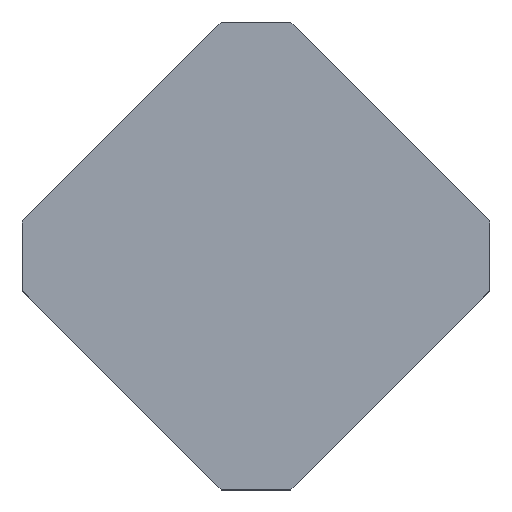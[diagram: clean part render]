
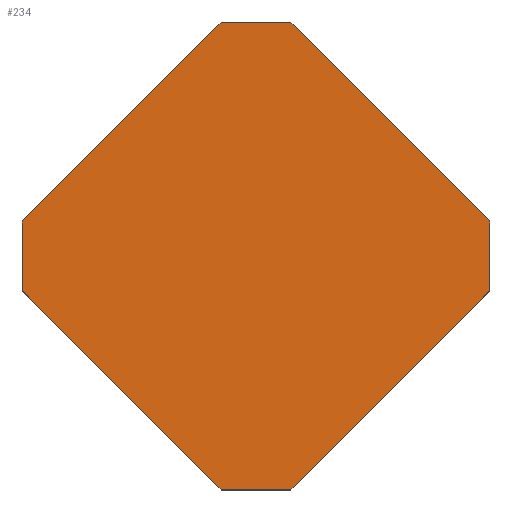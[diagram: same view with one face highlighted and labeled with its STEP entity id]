
A CAD part, top view. The second image highlights one B-rep face of the part: STEP entity #234.
In plain terms, the highlighted planar face has unit normal (0, 0, 1).
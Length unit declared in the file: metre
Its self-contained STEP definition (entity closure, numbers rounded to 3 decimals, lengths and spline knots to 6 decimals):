
#24=LINE('',#342,#48);
#28=LINE('',#353,#52);
#32=LINE('',#361,#56);
#35=LINE('',#367,#59);
#38=LINE('',#373,#62);
#40=LINE('',#376,#64);
#43=LINE('',#382,#67);
#45=LINE('',#385,#69);
#48=VECTOR('',#279,1.);
#52=VECTOR('',#287,1.);
#56=VECTOR('',#293,1.);
#59=VECTOR('',#298,1.);
#62=VECTOR('',#303,1.);
#64=VECTOR('',#307,1.);
#67=VECTOR('',#312,1.);
#69=VECTOR('',#316,1.);
#104=ORIENTED_EDGE('',*,*,#134,.T.);
#105=ORIENTED_EDGE('',*,*,#138,.T.);
#106=ORIENTED_EDGE('',*,*,#141,.F.);
#107=ORIENTED_EDGE('',*,*,#144,.F.);
#108=ORIENTED_EDGE('',*,*,#146,.T.);
#109=ORIENTED_EDGE('',*,*,#129,.F.);
#110=ORIENTED_EDGE('',*,*,#149,.F.);
#111=ORIENTED_EDGE('',*,*,#151,.T.);
#129=EDGE_CURVE('',#157,#158,#24,.T.);
#134=EDGE_CURVE('',#163,#162,#28,.T.);
#138=EDGE_CURVE('',#162,#165,#32,.T.);
#141=EDGE_CURVE('',#167,#165,#35,.T.);
#144=EDGE_CURVE('',#169,#167,#38,.T.);
#146=EDGE_CURVE('',#169,#158,#40,.T.);
#149=EDGE_CURVE('',#171,#157,#43,.T.);
#151=EDGE_CURVE('',#171,#163,#45,.T.);
#157=VERTEX_POINT('',#341);
#158=VERTEX_POINT('',#343);
#162=VERTEX_POINT('',#352);
#163=VERTEX_POINT('',#354);
#165=VERTEX_POINT('',#360);
#167=VERTEX_POINT('',#366);
#169=VERTEX_POINT('',#372);
#171=VERTEX_POINT('',#381);
#188=EDGE_LOOP('',(#104,#105,#106,#107,#108,#109,#110,#111));
#206=FACE_BOUND('',#188,.T.);
#222=PLANE('',#263);
#234=ADVANCED_FACE('',(#206),#222,.T.);
#263=AXIS2_PLACEMENT_3D('',#386,#317,#318);
#279=DIRECTION('',(-1.,0.,0.));
#287=DIRECTION('',(-0.707,0.707,0.));
#293=DIRECTION('',(-1.,0.,0.));
#298=DIRECTION('',(0.707,0.707,0.));
#303=DIRECTION('',(0.,1.,0.));
#307=DIRECTION('',(0.707,-0.707,0.));
#312=DIRECTION('',(-0.707,-0.707,0.));
#316=DIRECTION('',(0.,1.,0.));
#317=DIRECTION('',(0.,0.,1.));
#318=DIRECTION('',(1.,0.,0.));
#341=CARTESIAN_POINT('',(0.051,-0.341,0.04));
#342=CARTESIAN_POINT('',(0.,-0.341,0.04));
#343=CARTESIAN_POINT('',(-0.051,-0.341,0.04));
#352=CARTESIAN_POINT('',(0.051,0.341,0.04));
#353=CARTESIAN_POINT('',(0.196,0.196,0.04));
#354=CARTESIAN_POINT('',(0.341,0.051,0.04));
#360=CARTESIAN_POINT('',(-0.051,0.341,0.04));
#361=CARTESIAN_POINT('',(0.,0.341,0.04));
#366=CARTESIAN_POINT('',(-0.341,0.051,0.04));
#367=CARTESIAN_POINT('',(-0.196,0.196,0.04));
#372=CARTESIAN_POINT('',(-0.341,-0.051,0.04));
#373=CARTESIAN_POINT('',(-0.341,0.,0.04));
#376=CARTESIAN_POINT('',(-0.196,-0.196,0.04));
#381=CARTESIAN_POINT('',(0.341,-0.051,0.04));
#382=CARTESIAN_POINT('',(0.196,-0.196,0.04));
#385=CARTESIAN_POINT('',(0.341,0.,0.04));
#386=CARTESIAN_POINT('',(0.,0.,0.04));
